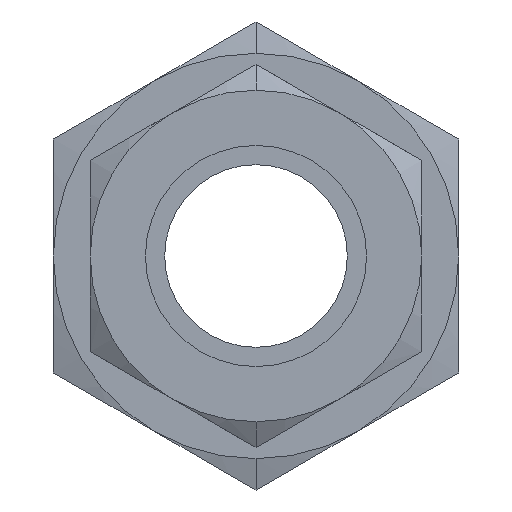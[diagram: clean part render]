
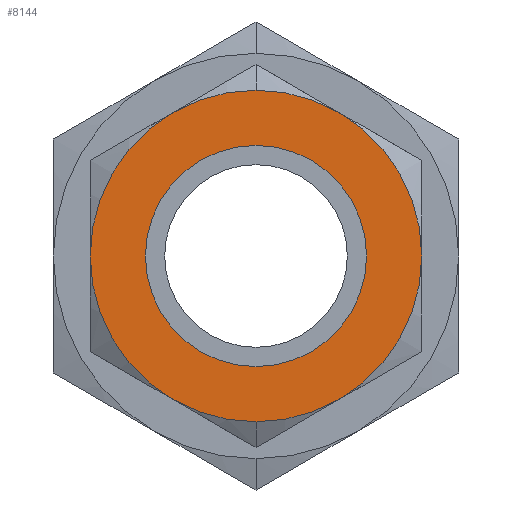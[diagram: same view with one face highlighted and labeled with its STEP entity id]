
A CAD part, left-side view. The second image highlights one B-rep face of the part: STEP entity #8144.
In plain terms, the highlighted planar face has unit normal (-1, 0, 0).
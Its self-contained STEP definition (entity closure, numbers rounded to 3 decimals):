
#137 = VERTEX_POINT ( 'NONE', #4557 ) ;
#281 = CARTESIAN_POINT ( 'NONE',  ( 0., 0., 7.143 ) ) ;
#363 = EDGE_CURVE ( 'NONE', #137, #7993, #7856, .T. ) ;
#407 = ORIENTED_EDGE ( 'NONE', *, *, #9697, .F. ) ;
#417 = AXIS2_PLACEMENT_3D ( 'NONE', #8231, #572, #660 ) ;
#572 = DIRECTION ( 'NONE',  ( 1., 0., 0. ) ) ;
#660 = DIRECTION ( 'NONE',  ( 0., 0., -1. ) ) ;
#708 = CIRCLE ( 'NONE', #2480, 14.285 ) ;
#1998 = DIRECTION ( 'NONE',  ( 1., 0., 0. ) ) ;
#2230 = CARTESIAN_POINT ( 'NONE',  ( 0., 0., 0. ) ) ;
#2369 = ORIENTED_EDGE ( 'NONE', *, *, #7115, .F. ) ;
#2430 = EDGE_LOOP ( 'NONE', ( #407, #2369 ) ) ;
#2480 = AXIS2_PLACEMENT_3D ( 'NONE', #2549, #1998, #8796 ) ;
#2484 = FACE_BOUND ( 'NONE', #4418, .T. ) ;
#2549 = CARTESIAN_POINT ( 'NONE',  ( 0., 0., 0. ) ) ;
#2854 = CARTESIAN_POINT ( 'NONE',  ( 0., 0., 14.285 ) ) ;
#3207 = VERTEX_POINT ( 'NONE', #2854 ) ;
#4418 = EDGE_LOOP ( 'NONE', ( #4837, #7210 ) ) ;
#4557 = CARTESIAN_POINT ( 'NONE',  ( 0., 0., 9.525 ) ) ;
#4577 = EDGE_CURVE ( 'NONE', #7993, #137, #5006, .T. ) ;
#4678 = FACE_OUTER_BOUND ( 'NONE', #2430, .T. ) ;
#4739 = CARTESIAN_POINT ( 'NONE',  ( 0., 0., -14.285 ) ) ;
#4837 = ORIENTED_EDGE ( 'NONE', *, *, #4577, .T. ) ;
#5001 = AXIS2_PLACEMENT_3D ( 'NONE', #281, #6307, #5602 ) ;
#5006 = CIRCLE ( 'NONE', #6751, 9.525 ) ;
#5556 = PLANE ( 'NONE',  #5001 ) ;
#5602 = DIRECTION ( 'NONE',  ( 0., 0., 1. ) ) ;
#5943 = AXIS2_PLACEMENT_3D ( 'NONE', #2230, #7505, #8248 ) ;
#5960 = CARTESIAN_POINT ( 'NONE',  ( 0., 0., -9.525 ) ) ;
#6307 = DIRECTION ( 'NONE',  ( -1., 0., 0. ) ) ;
#6652 = VERTEX_POINT ( 'NONE', #4739 ) ;
#6657 = DIRECTION ( 'NONE',  ( 1., 0., 0. ) ) ;
#6751 = AXIS2_PLACEMENT_3D ( 'NONE', #8735, #6657, #8835 ) ;
#7115 = EDGE_CURVE ( 'NONE', #6652, #3207, #8048, .T. ) ;
#7210 = ORIENTED_EDGE ( 'NONE', *, *, #363, .T. ) ;
#7505 = DIRECTION ( 'NONE',  ( 1., 0., 0. ) ) ;
#7856 = CIRCLE ( 'NONE', #5943, 9.525 ) ;
#7993 = VERTEX_POINT ( 'NONE', #5960 ) ;
#8048 = CIRCLE ( 'NONE', #417, 14.285 ) ;
#8144 = ADVANCED_FACE ( 'NONE', ( #2484, #4678 ), #5556, .T. ) ;
#8231 = CARTESIAN_POINT ( 'NONE',  ( 0., 0., 0. ) ) ;
#8248 = DIRECTION ( 'NONE',  ( 0., 0., 1. ) ) ;
#8735 = CARTESIAN_POINT ( 'NONE',  ( 0., 0., 0. ) ) ;
#8796 = DIRECTION ( 'NONE',  ( 0., 0., 1. ) ) ;
#8835 = DIRECTION ( 'NONE',  ( 0., 0., -1. ) ) ;
#9697 = EDGE_CURVE ( 'NONE', #3207, #6652, #708, .T. ) ;
